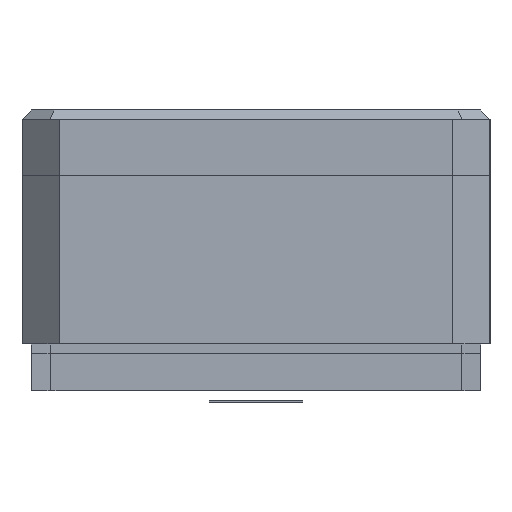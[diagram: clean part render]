
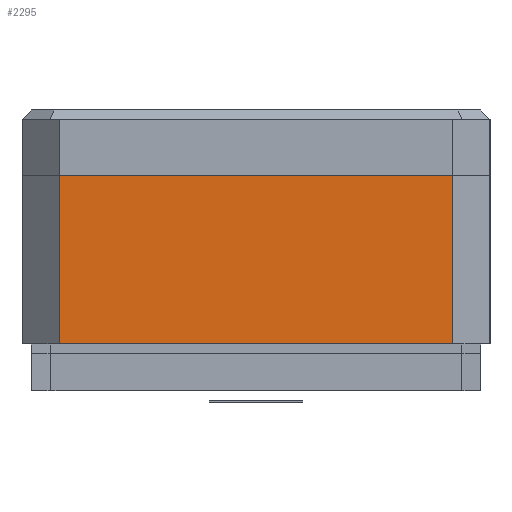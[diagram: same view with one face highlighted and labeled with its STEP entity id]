
A CAD part, left-side view. The second image highlights one B-rep face of the part: STEP entity #2295.
In plain terms, the highlighted planar face has unit normal (-1, 0, 0).
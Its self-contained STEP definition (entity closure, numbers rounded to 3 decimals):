
#1611 = VERTEX_POINT('',#1612);
#1612 = CARTESIAN_POINT('',(-2.45,1.05,0.3));
#1618 = EDGE_CURVE('',#1619,#1611,#1621,.T.);
#1619 = VERTEX_POINT('',#1620);
#1620 = CARTESIAN_POINT('',(-2.45,-1.05,0.3));
#1621 = LINE('',#1622,#1623);
#1622 = CARTESIAN_POINT('',(-2.45,-1.25,0.3));
#1623 = VECTOR('',#1624,1.);
#1624 = DIRECTION('',(0.,1.,0.));
#2203 = EDGE_CURVE('',#1611,#2204,#2206,.T.);
#2204 = VERTEX_POINT('',#2205);
#2205 = CARTESIAN_POINT('',(-2.45,1.05,1.2));
#2206 = LINE('',#2207,#2208);
#2207 = CARTESIAN_POINT('',(-2.45,1.05,0.));
#2208 = VECTOR('',#2209,1.);
#2209 = DIRECTION('',(0.,0.,1.));
#2270 = VERTEX_POINT('',#2271);
#2271 = CARTESIAN_POINT('',(-2.45,-1.05,1.2));
#2277 = EDGE_CURVE('',#2270,#1619,#2278,.T.);
#2278 = LINE('',#2279,#2280);
#2279 = CARTESIAN_POINT('',(-2.45,-1.05,0.));
#2280 = VECTOR('',#2281,1.);
#2281 = DIRECTION('',(0.,0.,-1.));
#2295 = ADVANCED_FACE('',(#2296),#2307,.T.);
#2296 = FACE_BOUND('',#2297,.T.);
#2297 = EDGE_LOOP('',(#2298,#2299,#2300,#2301));
#2298 = ORIENTED_EDGE('',*,*,#2203,.F.);
#2299 = ORIENTED_EDGE('',*,*,#1618,.F.);
#2300 = ORIENTED_EDGE('',*,*,#2277,.F.);
#2301 = ORIENTED_EDGE('',*,*,#2302,.F.);
#2302 = EDGE_CURVE('',#2204,#2270,#2303,.T.);
#2303 = LINE('',#2304,#2305);
#2304 = CARTESIAN_POINT('',(-2.45,-1.25,1.2));
#2305 = VECTOR('',#2306,1.);
#2306 = DIRECTION('',(0.,-1.,0.));
#2307 = PLANE('',#2308);
#2308 = AXIS2_PLACEMENT_3D('',#2309,#2310,#2311);
#2309 = CARTESIAN_POINT('',(-2.45,1.25,0.));
#2310 = DIRECTION('',(-1.,0.,0.));
#2311 = DIRECTION('',(0.,-1.,0.));
